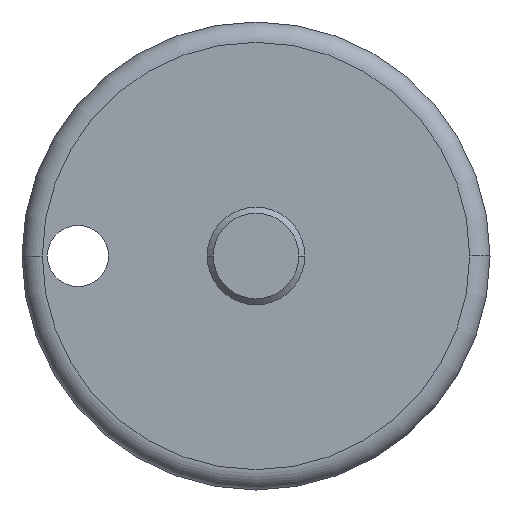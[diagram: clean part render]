
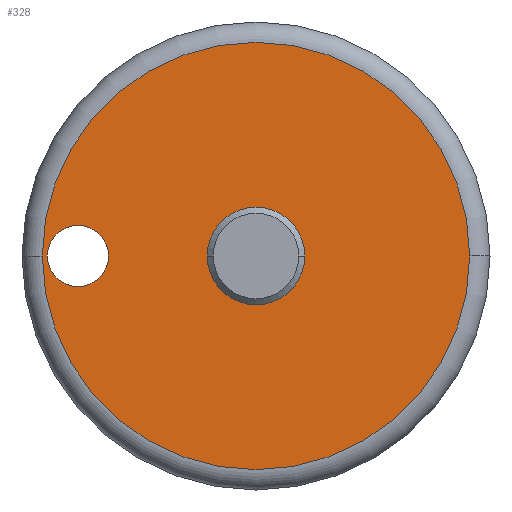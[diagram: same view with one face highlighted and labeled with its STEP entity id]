
A CAD part, left-side view. The second image highlights one B-rep face of the part: STEP entity #328.
In plain terms, the highlighted planar face has unit normal (-1, 0, 0).
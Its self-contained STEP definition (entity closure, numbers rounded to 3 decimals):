
#10 = AXIS2_PLACEMENT_3D ( 'NONE', #52, #793, #623 ) ;
#12 = AXIS2_PLACEMENT_3D ( 'NONE', #870, #132, #775 ) ;
#23 = DIRECTION ( 'NONE',  ( 0., -1., 0. ) ) ;
#37 = DIRECTION ( 'NONE',  ( -1., 0., 0. ) ) ;
#52 = CARTESIAN_POINT ( 'NONE',  ( -52.681, 9.471, 0. ) ) ;
#55 = VERTEX_POINT ( 'NONE', #198 ) ;
#60 = AXIS2_PLACEMENT_3D ( 'NONE', #906, #166, #808 ) ;
#72 = VERTEX_POINT ( 'NONE', #539 ) ;
#98 = DIRECTION ( 'NONE',  ( -1., 0., 0. ) ) ;
#105 = CARTESIAN_POINT ( 'NONE',  ( -52.681, 7.971, 0. ) ) ;
#119 = VERTEX_POINT ( 'NONE', #1025 ) ;
#132 = DIRECTION ( 'NONE',  ( -1., 0., 0. ) ) ;
#134 = CARTESIAN_POINT ( 'NONE',  ( -52.681, 10.971, 0. ) ) ;
#140 = VERTEX_POINT ( 'NONE', #105 ) ;
#166 = DIRECTION ( 'NONE',  ( -1., 0., 0. ) ) ;
#191 = CIRCLE ( 'NONE', #10, 1.5 ) ;
#198 = CARTESIAN_POINT ( 'NONE',  ( -52.681, -9.779, 0. ) ) ;
#224 = EDGE_LOOP ( 'NONE', ( #839, #436 ) ) ;
#254 = CARTESIAN_POINT ( 'NONE',  ( -52.681, 0.721, 0. ) ) ;
#257 = AXIS2_PLACEMENT_3D ( 'NONE', #594, #37, #23 ) ;
#272 = FACE_BOUND ( 'NONE', #482, .T. ) ;
#294 = ORIENTED_EDGE ( 'NONE', *, *, #480, .T. ) ;
#302 = DIRECTION ( 'NONE',  ( 1., 0., 0. ) ) ;
#312 = EDGE_CURVE ( 'NONE', #119, #72, #505, .T. ) ;
#315 = CIRCLE ( 'NONE', #12, 10.5 ) ;
#328 = ADVANCED_FACE ( 'NONE', ( #858, #1000, #272 ), #855, .F. ) ;
#436 = ORIENTED_EDGE ( 'NONE', *, *, #854, .T. ) ;
#480 = EDGE_CURVE ( 'NONE', #564, #140, #191, .T. ) ;
#482 = EDGE_LOOP ( 'NONE', ( #573, #566 ) ) ;
#488 = CARTESIAN_POINT ( 'NONE',  ( -52.681, 11.221, 0. ) ) ;
#505 = CIRCLE ( 'NONE', #257, 2.4 ) ;
#539 = CARTESIAN_POINT ( 'NONE',  ( -52.681, 3.121, 0. ) ) ;
#550 = EDGE_LOOP ( 'NONE', ( #294, #798 ) ) ;
#560 = AXIS2_PLACEMENT_3D ( 'NONE', #254, #98, #760 ) ;
#564 = VERTEX_POINT ( 'NONE', #134 ) ;
#566 = ORIENTED_EDGE ( 'NONE', *, *, #724, .F. ) ;
#573 = ORIENTED_EDGE ( 'NONE', *, *, #312, .F. ) ;
#594 = CARTESIAN_POINT ( 'NONE',  ( -52.681, 0.721, 0. ) ) ;
#601 = CARTESIAN_POINT ( 'NONE',  ( -52.681, 12.221, 0. ) ) ;
#623 = DIRECTION ( 'NONE',  ( 0., 1., 0. ) ) ;
#724 = EDGE_CURVE ( 'NONE', #72, #119, #1023, .T. ) ;
#760 = DIRECTION ( 'NONE',  ( 0., 1., 0. ) ) ;
#775 = DIRECTION ( 'NONE',  ( 0., 1., 0. ) ) ;
#783 = CIRCLE ( 'NONE', #918, 1.5 ) ;
#793 = DIRECTION ( 'NONE',  ( 1., 0., 0. ) ) ;
#798 = ORIENTED_EDGE ( 'NONE', *, *, #1015, .T. ) ;
#806 = EDGE_CURVE ( 'NONE', #966, #55, #954, .T. ) ;
#808 = DIRECTION ( 'NONE',  ( 0., -1., 0. ) ) ;
#839 = ORIENTED_EDGE ( 'NONE', *, *, #806, .T. ) ;
#854 = EDGE_CURVE ( 'NONE', #55, #966, #315, .T. ) ;
#855 = PLANE ( 'NONE',  #1021 ) ;
#858 = FACE_BOUND ( 'NONE', #550, .T. ) ;
#870 = CARTESIAN_POINT ( 'NONE',  ( -52.681, 0.721, 0. ) ) ;
#906 = CARTESIAN_POINT ( 'NONE',  ( -52.681, 0.721, 0. ) ) ;
#918 = AXIS2_PLACEMENT_3D ( 'NONE', #976, #302, #970 ) ;
#919 = DIRECTION ( 'NONE',  ( 1., 0., 0. ) ) ;
#926 = DIRECTION ( 'NONE',  ( 0., 1., 0. ) ) ;
#954 = CIRCLE ( 'NONE', #560, 10.5 ) ;
#966 = VERTEX_POINT ( 'NONE', #488 ) ;
#970 = DIRECTION ( 'NONE',  ( 0., 1., 0. ) ) ;
#976 = CARTESIAN_POINT ( 'NONE',  ( -52.681, 9.471, 0. ) ) ;
#1000 = FACE_OUTER_BOUND ( 'NONE', #224, .T. ) ;
#1015 = EDGE_CURVE ( 'NONE', #140, #564, #783, .T. ) ;
#1021 = AXIS2_PLACEMENT_3D ( 'NONE', #601, #919, #926 ) ;
#1023 = CIRCLE ( 'NONE', #60, 2.4 ) ;
#1025 = CARTESIAN_POINT ( 'NONE',  ( -52.681, -1.679, 0. ) ) ;
